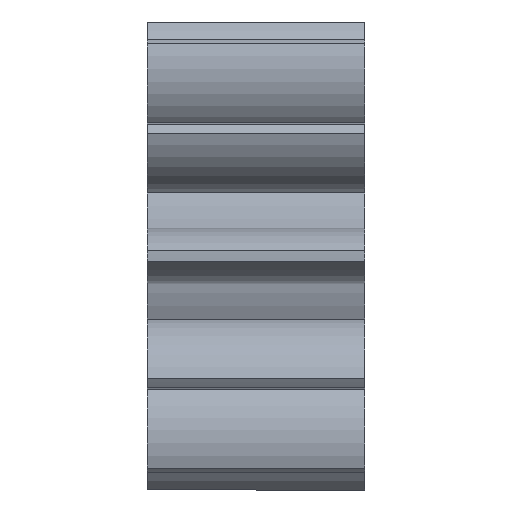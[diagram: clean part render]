
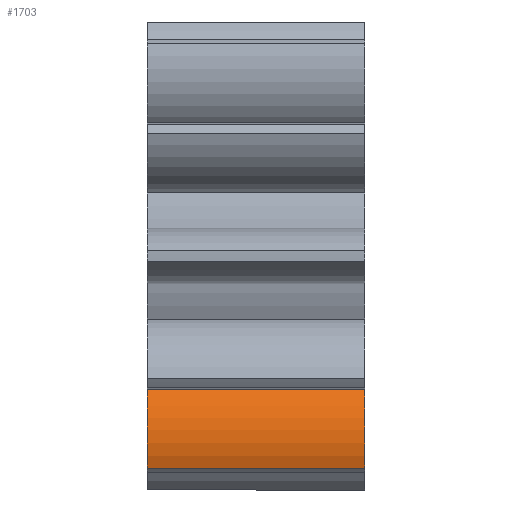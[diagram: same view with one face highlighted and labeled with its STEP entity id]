
A CAD part, front view. The second image highlights one B-rep face of the part: STEP entity #1703.
In plain terms, the highlighted cylindrical face has radius 2.2 mm (diameter 4.4 mm), a partial arc.
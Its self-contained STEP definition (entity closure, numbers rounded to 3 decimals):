
#8 = ORIENTED_EDGE ( 'NONE', *, *, #1342, .T. ) ;
#66 = DIRECTION ( 'NONE',  ( 0., 0., -1. ) ) ;
#77 = VECTOR ( 'NONE', #664, 1000. ) ;
#143 = CARTESIAN_POINT ( 'NONE',  ( 6., -0.763, -5.112 ) ) ;
#233 = CARTESIAN_POINT ( 'NONE',  ( 0., -2.321, -3.559 ) ) ;
#235 = VERTEX_POINT ( 'NONE', #233 ) ;
#278 = AXIS2_PLACEMENT_3D ( 'NONE', #143, #1714, #1001 ) ;
#288 = ORIENTED_EDGE ( 'NONE', *, *, #1259, .T. ) ;
#304 = CARTESIAN_POINT ( 'NONE',  ( 6., -2.321, -3.559 ) ) ;
#365 = CARTESIAN_POINT ( 'NONE',  ( 3., -2.836, -5.849 ) ) ;
#506 = CIRCLE ( 'NONE', #693, 2.2 ) ;
#575 = DIRECTION ( 'NONE',  ( -1., 0., 0. ) ) ;
#612 = CARTESIAN_POINT ( 'NONE',  ( 6., -2.836, -5.849 ) ) ;
#636 = CARTESIAN_POINT ( 'NONE',  ( 0., -0.763, -5.112 ) ) ;
#664 = DIRECTION ( 'NONE',  ( 1., 0., 0. ) ) ;
#693 = AXIS2_PLACEMENT_3D ( 'NONE', #636, #921, #66 ) ;
#731 = EDGE_CURVE ( 'NONE', #1161, #1392, #811, .T. ) ;
#811 = CIRCLE ( 'NONE', #1793, 2.2 ) ;
#833 = ORIENTED_EDGE ( 'NONE', *, *, #1801, .T. ) ;
#861 = DIRECTION ( 'NONE',  ( 0., -0.756, 0.655 ) ) ;
#921 = DIRECTION ( 'NONE',  ( 1., 0., 0. ) ) ;
#954 = LINE ( 'NONE', #304, #1173 ) ;
#1001 = DIRECTION ( 'NONE',  ( 0., 0., 1. ) ) ;
#1006 = CARTESIAN_POINT ( 'NONE',  ( 0., -2.836, -5.849 ) ) ;
#1019 = FACE_OUTER_BOUND ( 'NONE', #1747, .T. ) ;
#1029 = CARTESIAN_POINT ( 'NONE',  ( 6., -0.763, -5.112 ) ) ;
#1161 = VERTEX_POINT ( 'NONE', #612 ) ;
#1173 = VECTOR ( 'NONE', #575, 1000. ) ;
#1211 = LINE ( 'NONE', #365, #77 ) ;
#1258 = CYLINDRICAL_SURFACE ( 'NONE', #278, 2.2 ) ;
#1259 = EDGE_CURVE ( 'NONE', #235, #1729, #506, .T. ) ;
#1314 = ORIENTED_EDGE ( 'NONE', *, *, #731, .T. ) ;
#1342 = EDGE_CURVE ( 'NONE', #1729, #1161, #1211, .T. ) ;
#1392 = VERTEX_POINT ( 'NONE', #1621 ) ;
#1564 = DIRECTION ( 'NONE',  ( -1., 0., 0. ) ) ;
#1621 = CARTESIAN_POINT ( 'NONE',  ( 6., -2.321, -3.559 ) ) ;
#1703 = ADVANCED_FACE ( 'NONE', ( #1019 ), #1258, .T. ) ;
#1714 = DIRECTION ( 'NONE',  ( -1., 0., 0. ) ) ;
#1729 = VERTEX_POINT ( 'NONE', #1006 ) ;
#1747 = EDGE_LOOP ( 'NONE', ( #8, #1314, #833, #288 ) ) ;
#1793 = AXIS2_PLACEMENT_3D ( 'NONE', #1029, #1564, #861 ) ;
#1801 = EDGE_CURVE ( 'NONE', #1392, #235, #954, .T. ) ;
